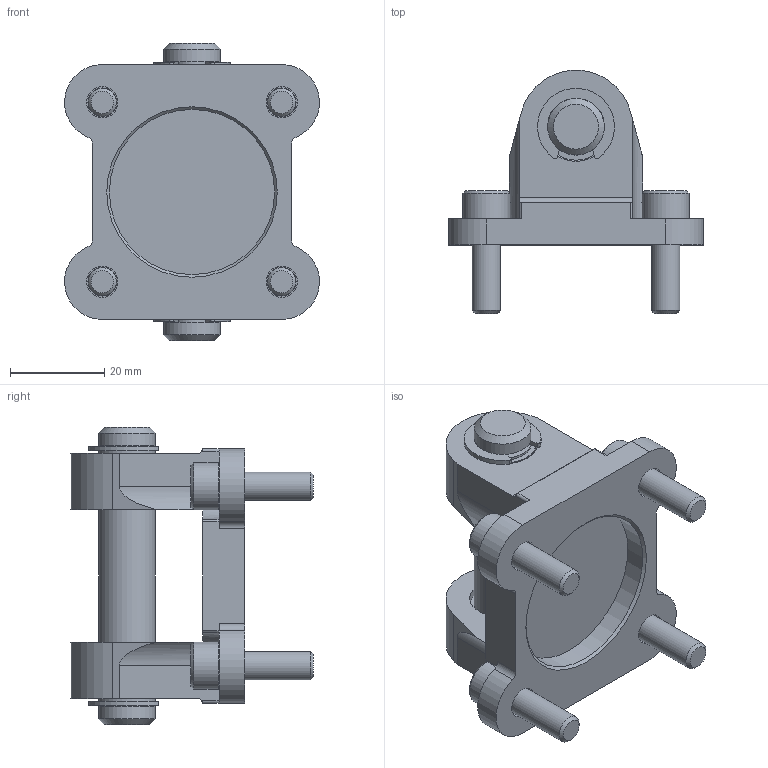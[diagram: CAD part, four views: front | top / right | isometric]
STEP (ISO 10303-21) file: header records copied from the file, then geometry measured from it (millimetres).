
FILE_DESCRIPTION(/* description */ ('STEP AP214'),/* implementation_level */ '2;1');
FILE_NAME(/* name */ '176945_SNCB-40-R3',/* time_stamp */ '2024-09-11T08:41:27+02:00',/* author */ ('License CC BY-ND 4.0'),/* organization */ ('CADENAS'),/* preprocessor_version */ 'ST-DEVELOPER v19.3',/* originating_system */ 'PARTsolutions',/* authorisation */ ' ');
FILE_SCHEMA (('AUTOMOTIVE_DESIGN {1 0 10303 214 3 1 1}'));
Length unit declared in the file: millimetre
Products named in the file (5): 176945 SNCB-40-R3---(0); 176945 SNCB-40-R3---(SF_00); DIN-912 - M6x20(F); 374751 BZ-12-053,0-AA (63); DIN-6799 8
Assembly tree (8 placements, depth 2):
  176945 SNCB-40-R3---(0)
    176945 SNCB-40-R3---(SF_00)
    DIN-912 - M6x20(F)  x4
    374751 BZ-12-053,0-AA (63)
    DIN-6799 8  x2
Bounding box: 54 x 51.45 x 63 mm (x, y, z)
Volume: 37585.3 mm3; surface area: 18098.7 mm2
Topology: 8 solids, 8 shells, 246 faces, 561 edges, 344 vertices
Faces by surface type: plane 113, cylinder 84, cone 49
Full cylindrical faces by diameter (mm): 6 x4, 6.6 x4, 8 x2, 10 x4, 12 x5, 13.92 x2, 14.12 x2, 35 x1
Entity records: 4028 total; most frequent: DIRECTION 718, CARTESIAN_POINT 690, ORIENTED_EDGE 594, EDGE_CURVE 297, AXIS2_PLACEMENT_3D 286, VERTEX_POINT 208, FACE_BOUND 187, EDGE_LOOP 186
